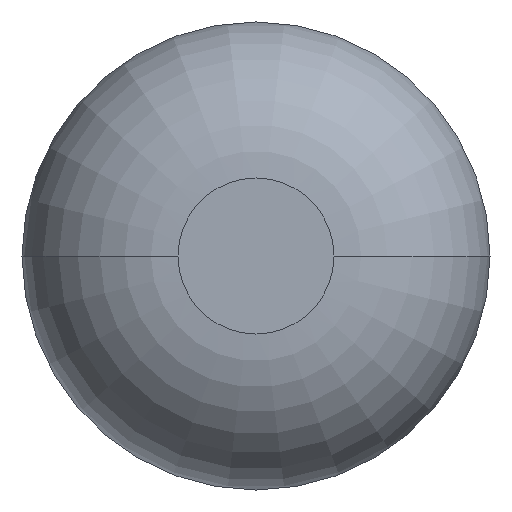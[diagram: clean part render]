
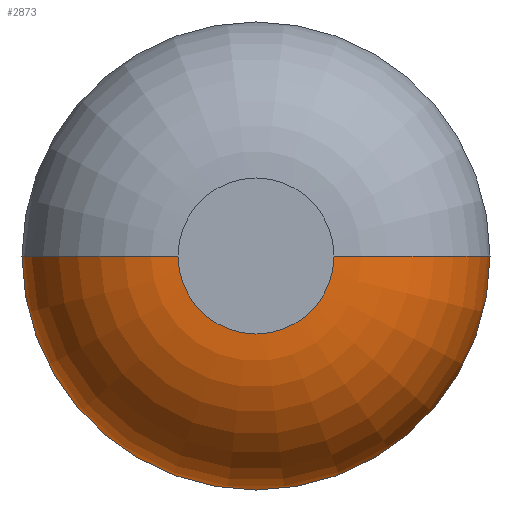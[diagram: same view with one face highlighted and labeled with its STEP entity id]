
A CAD part, front view. The second image highlights one B-rep face of the part: STEP entity #2873.
In plain terms, the highlighted toroidal (fillet/blend) face has major radius 0.125 mm and minor radius 0.25 mm.
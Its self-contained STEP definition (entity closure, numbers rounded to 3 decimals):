
#130 = TOROIDAL_SURFACE ( 'NONE', #2623, 0.125, 0.25 ) ;
#324 = CIRCLE ( 'NONE', #3179, 0.375 ) ;
#352 = EDGE_CURVE ( 'Defeature ausgef�hrt1_1+Defeature ausgef�hrt1_2+Defeature ausgef�hrt1_2+Defeature ausgef�hrt1_2', #2510, #3319, #1804, .T. ) ;
#371 = AXIS2_PLACEMENT_3D ( 'NONE', #1909, #2942, #2964 ) ;
#388 = VERTEX_POINT ( 'NONE', #1665 ) ;
#422 = ORIENTED_EDGE ( 'NONE', *, *, #1246, .F. ) ;
#456 = CARTESIAN_POINT ( 'NONE',  ( -0.125, -31.3, 0. ) ) ;
#698 = VERTEX_POINT ( 'NONE', #2120 ) ;
#752 = CARTESIAN_POINT ( 'NONE',  ( 0.125, -31.3, 0. ) ) ;
#861 = ORIENTED_EDGE ( 'NONE', *, *, #1508, .F. ) ;
#883 = ORIENTED_EDGE ( 'NONE', *, *, #3032, .T. ) ;
#1021 = CIRCLE ( 'NONE', #2986, 0.25 ) ;
#1039 = CARTESIAN_POINT ( 'NONE',  ( -0.125, -31.05, 0. ) ) ;
#1058 = DIRECTION ( 'NONE',  ( 0., 0., 1. ) ) ;
#1246 = EDGE_CURVE ( 'NONE', #3319, #698, #1021, .T. ) ;
#1261 = DIRECTION ( 'NONE',  ( 1., 0., 0. ) ) ;
#1508 = EDGE_CURVE ( 'Defeature ausgef�hrt1_0+Defeature ausgef�hrt1_2+Defeature ausgef�hrt1_2+Defeature ausgef�hrt1_2', #698, #388, #324, .T. ) ;
#1574 = DIRECTION ( 'NONE',  ( 1., 0., 0. ) ) ;
#1641 = FACE_OUTER_BOUND ( 'NONE', #2396, .T. ) ;
#1665 = CARTESIAN_POINT ( 'NONE',  ( -0.375, -31.05, 0. ) ) ;
#1677 = CIRCLE ( 'NONE', #2027, 0.25 ) ;
#1692 = ORIENTED_EDGE ( 'NONE', *, *, #352, .F. ) ;
#1708 = DIRECTION ( 'NONE',  ( 0., 1., 0. ) ) ;
#1804 = CIRCLE ( 'NONE', #371, 0.125 ) ;
#1909 = CARTESIAN_POINT ( 'NONE',  ( 0., -31.3, 0. ) ) ;
#2027 = AXIS2_PLACEMENT_3D ( 'NONE', #1039, #2049, #2310 ) ;
#2035 = CARTESIAN_POINT ( 'NONE',  ( 0.125, -31.05, 0. ) ) ;
#2049 = DIRECTION ( 'NONE',  ( 0., 0., -1. ) ) ;
#2120 = CARTESIAN_POINT ( 'NONE',  ( 0.375, -31.05, 0. ) ) ;
#2310 = DIRECTION ( 'NONE',  ( -1., 0., 0. ) ) ;
#2396 = EDGE_LOOP ( 'NONE', ( #1692, #883, #861, #422 ) ) ;
#2510 = VERTEX_POINT ( 'NONE', #456 ) ;
#2623 = AXIS2_PLACEMENT_3D ( 'NONE', #2993, #1708, #2980 ) ;
#2873 = ADVANCED_FACE ( 'Defeature ausgef�hrt1_2', ( #1641 ), #130, .T. ) ;
#2942 = DIRECTION ( 'NONE',  ( 0., -1., 0. ) ) ;
#2964 = DIRECTION ( 'NONE',  ( 1., 0., 0. ) ) ;
#2980 = DIRECTION ( 'NONE',  ( 1., 0., 0. ) ) ;
#2986 = AXIS2_PLACEMENT_3D ( 'NONE', #2035, #1058, #1574 ) ;
#2993 = CARTESIAN_POINT ( 'NONE',  ( 0., -31.05, 0. ) ) ;
#3032 = EDGE_CURVE ( 'NONE', #2510, #388, #1677, .T. ) ;
#3103 = CARTESIAN_POINT ( 'NONE',  ( 0., -31.05, 0. ) ) ;
#3179 = AXIS2_PLACEMENT_3D ( 'NONE', #3103, #3360, #1261 ) ;
#3319 = VERTEX_POINT ( 'NONE', #752 ) ;
#3360 = DIRECTION ( 'NONE',  ( 0., 1., 0. ) ) ;
